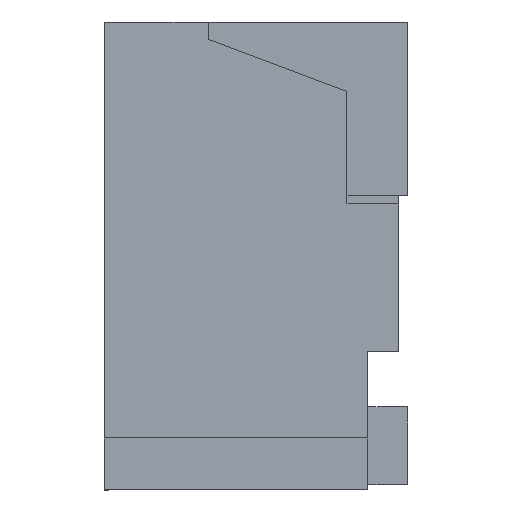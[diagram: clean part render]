
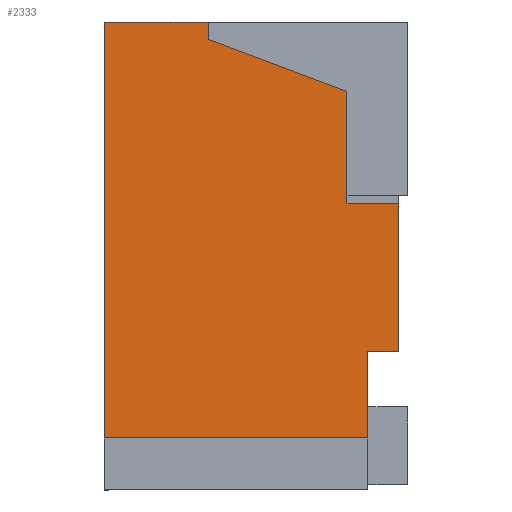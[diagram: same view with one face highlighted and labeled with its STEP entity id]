
A CAD part, left-side view. The second image highlights one B-rep face of the part: STEP entity #2333.
In plain terms, the highlighted planar face has unit normal (-1, 0, 0).
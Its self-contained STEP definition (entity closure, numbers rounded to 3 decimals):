
#45 = LINE ( 'NONE', #2098, #1248 ) ;
#46 = VECTOR ( 'NONE', #1417, 1000. ) ;
#55 = LINE ( 'NONE', #2327, #1982 ) ;
#70 = EDGE_CURVE ( 'NONE', #74, #307, #55, .T. ) ;
#74 = VERTEX_POINT ( 'NONE', #2157 ) ;
#79 = VECTOR ( 'NONE', #2338, 1000. ) ;
#82 = VECTOR ( 'NONE', #1215, 1000. ) ;
#104 = CARTESIAN_POINT ( 'NONE',  ( -2.1, 1.7, 1.2 ) ) ;
#149 = VERTEX_POINT ( 'NONE', #600 ) ;
#211 = LINE ( 'NONE', #622, #1063 ) ;
#222 = EDGE_LOOP ( 'NONE', ( #1602, #1287, #1173, #1875, #912, #2292, #502, #2142, #2064, #638 ) ) ;
#224 = CARTESIAN_POINT ( 'NONE',  ( -2.1, 0., 1.2 ) ) ;
#233 = EDGE_CURVE ( 'NONE', #1509, #2060, #2260, .T. ) ;
#264 = PLANE ( 'NONE',  #608 ) ;
#307 = VERTEX_POINT ( 'NONE', #1260 ) ;
#372 = VERTEX_POINT ( 'NONE', #1829 ) ;
#402 = DIRECTION ( 'NONE',  ( 0., 0., 1. ) ) ;
#441 = DIRECTION ( 'NONE',  ( 0., 0., 1. ) ) ;
#502 = ORIENTED_EDGE ( 'NONE', *, *, #684, .T. ) ;
#544 = DIRECTION ( 'NONE',  ( 0., 0., -1. ) ) ;
#571 = DIRECTION ( 'NONE',  ( 0., 0., 1. ) ) ;
#592 = LINE ( 'NONE', #1365, #79 ) ;
#600 = CARTESIAN_POINT ( 'NONE',  ( -2.1, 1.7, 3.6 ) ) ;
#608 = AXIS2_PLACEMENT_3D ( 'NONE', #1634, #2450, #1834 ) ;
#622 = CARTESIAN_POINT ( 'NONE',  ( -2.1, 0.18, 3.6 ) ) ;
#638 = ORIENTED_EDGE ( 'NONE', *, *, #2236, .T. ) ;
#683 = CARTESIAN_POINT ( 'NONE',  ( -2.1, 1.1, 3.6 ) ) ;
#684 = EDGE_CURVE ( 'NONE', #2060, #149, #2125, .T. ) ;
#691 = LINE ( 'NONE', #2072, #1094 ) ;
#769 = EDGE_CURVE ( 'NONE', #307, #1509, #2189, .T. ) ;
#826 = LINE ( 'NONE', #224, #2332 ) ;
#845 = CARTESIAN_POINT ( 'NONE',  ( -2.1, 0.3, 3.2 ) ) ;
#863 = LINE ( 'NONE', #1101, #1463 ) ;
#911 = VERTEX_POINT ( 'NONE', #104 ) ;
#912 = ORIENTED_EDGE ( 'NONE', *, *, #769, .T. ) ;
#975 = EDGE_CURVE ( 'NONE', #372, #2384, #45, .T. ) ;
#1008 = CARTESIAN_POINT ( 'NONE',  ( -2.1, 1.7, 3.6 ) ) ;
#1016 = EDGE_CURVE ( 'NONE', #1269, #74, #592, .T. ) ;
#1048 = CARTESIAN_POINT ( 'NONE',  ( -2.1, 0., 2.55 ) ) ;
#1063 = VECTOR ( 'NONE', #441, 1000. ) ;
#1094 = VECTOR ( 'NONE', #571, 1000. ) ;
#1101 = CARTESIAN_POINT ( 'NONE',  ( -2.1, 1.7, 0.9 ) ) ;
#1173 = ORIENTED_EDGE ( 'NONE', *, *, #1016, .T. ) ;
#1206 = EDGE_CURVE ( 'NONE', #911, #1545, #826, .T. ) ;
#1215 = DIRECTION ( 'NONE',  ( 0., 1., 0. ) ) ;
#1248 = VECTOR ( 'NONE', #1304, 1000. ) ;
#1260 = CARTESIAN_POINT ( 'NONE',  ( -2.1, 0.3, 3.2 ) ) ;
#1269 = VERTEX_POINT ( 'NONE', #1048 ) ;
#1283 = FACE_OUTER_BOUND ( 'NONE', #222, .T. ) ;
#1287 = ORIENTED_EDGE ( 'NONE', *, *, #2428, .T. ) ;
#1304 = DIRECTION ( 'NONE',  ( 0., -1., 0. ) ) ;
#1309 = CARTESIAN_POINT ( 'NONE',  ( -2.1, 0., 1.7 ) ) ;
#1365 = CARTESIAN_POINT ( 'NONE',  ( -2.1, 1.7, 2.55 ) ) ;
#1417 = DIRECTION ( 'NONE',  ( 0., 0.936, 0.351 ) ) ;
#1463 = VECTOR ( 'NONE', #544, 1000. ) ;
#1509 = VERTEX_POINT ( 'NONE', #1727 ) ;
#1545 = VERTEX_POINT ( 'NONE', #2096 ) ;
#1602 = ORIENTED_EDGE ( 'NONE', *, *, #975, .T. ) ;
#1625 = DIRECTION ( 'NONE',  ( 0., 0., 1. ) ) ;
#1634 = CARTESIAN_POINT ( 'NONE',  ( -2.1, 1.7, 3.6 ) ) ;
#1727 = CARTESIAN_POINT ( 'NONE',  ( -2.1, 1.1, 3.5 ) ) ;
#1791 = CARTESIAN_POINT ( 'NONE',  ( -2.1, 1.1, 3.6 ) ) ;
#1829 = CARTESIAN_POINT ( 'NONE',  ( -2.1, 0.18, 1.7 ) ) ;
#1834 = DIRECTION ( 'NONE',  ( 0., 0., 1. ) ) ;
#1867 = VECTOR ( 'NONE', #1625, 1000. ) ;
#1875 = ORIENTED_EDGE ( 'NONE', *, *, #70, .T. ) ;
#1982 = VECTOR ( 'NONE', #402, 1000. ) ;
#1995 = DIRECTION ( 'NONE',  ( 0., -1., 0. ) ) ;
#2060 = VERTEX_POINT ( 'NONE', #683 ) ;
#2064 = ORIENTED_EDGE ( 'NONE', *, *, #1206, .T. ) ;
#2072 = CARTESIAN_POINT ( 'NONE',  ( -2.1, 0., 3.6 ) ) ;
#2096 = CARTESIAN_POINT ( 'NONE',  ( -2.1, 0.18, 1.2 ) ) ;
#2098 = CARTESIAN_POINT ( 'NONE',  ( -2.1, 0., 1.7 ) ) ;
#2125 = LINE ( 'NONE', #1008, #82 ) ;
#2142 = ORIENTED_EDGE ( 'NONE', *, *, #2512, .T. ) ;
#2157 = CARTESIAN_POINT ( 'NONE',  ( -2.1, 0.3, 2.55 ) ) ;
#2189 = LINE ( 'NONE', #845, #46 ) ;
#2236 = EDGE_CURVE ( 'NONE', #1545, #372, #211, .T. ) ;
#2260 = LINE ( 'NONE', #1791, #1867 ) ;
#2292 = ORIENTED_EDGE ( 'NONE', *, *, #233, .T. ) ;
#2327 = CARTESIAN_POINT ( 'NONE',  ( -2.1, 0.3, 3.6 ) ) ;
#2332 = VECTOR ( 'NONE', #1995, 1000. ) ;
#2333 = ADVANCED_FACE ( 'NONE', ( #1283 ), #264, .T. ) ;
#2338 = DIRECTION ( 'NONE',  ( 0., 1., 0. ) ) ;
#2384 = VERTEX_POINT ( 'NONE', #1309 ) ;
#2428 = EDGE_CURVE ( 'NONE', #2384, #1269, #691, .T. ) ;
#2450 = DIRECTION ( 'NONE',  ( -1., 0., 0. ) ) ;
#2512 = EDGE_CURVE ( 'NONE', #149, #911, #863, .T. ) ;
